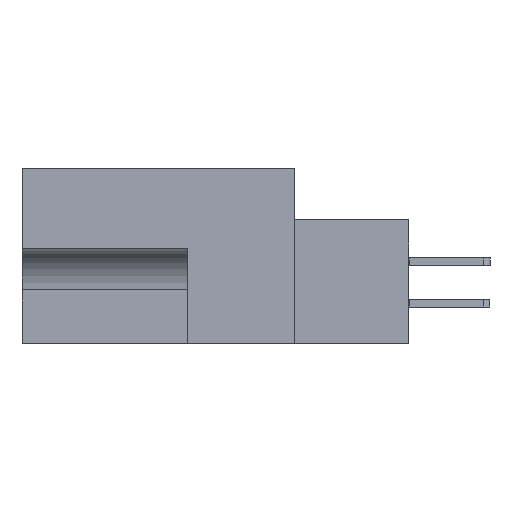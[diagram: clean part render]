
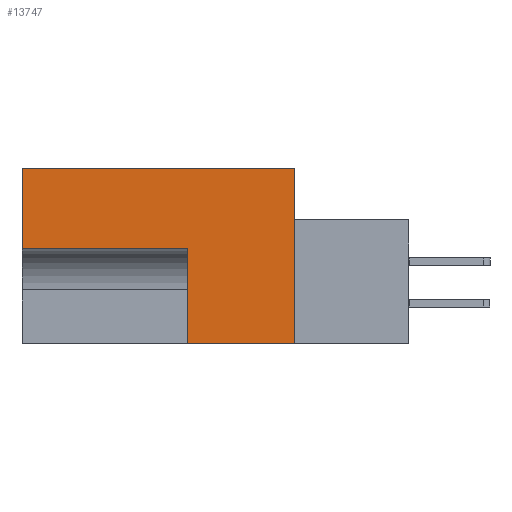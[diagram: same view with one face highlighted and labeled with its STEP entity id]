
A CAD part, left-side view. The second image highlights one B-rep face of the part: STEP entity #13747.
In plain terms, the highlighted planar face has unit normal (-1, 0, 0).
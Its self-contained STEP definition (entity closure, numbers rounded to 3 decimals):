
#739 = CARTESIAN_POINT ( 'NONE',  ( 0., 8.255, -6.172 ) ) ;
#1042 = DIRECTION ( 'NONE',  ( 0., 0., -1. ) ) ;
#1068 = ORIENTED_EDGE ( 'NONE', *, *, #19409, .F. ) ;
#1093 = VECTOR ( 'NONE', #5506, 1000. ) ;
#1294 = ORIENTED_EDGE ( 'NONE', *, *, #6329, .F. ) ;
#1457 = AXIS2_PLACEMENT_3D ( 'NONE', #20516, #7252, #5440 ) ;
#1971 = EDGE_CURVE ( 'NONE', #12877, #22758, #5323, .T. ) ;
#2276 = LINE ( 'NONE', #13117, #2876 ) ;
#2302 = DIRECTION ( 'NONE',  ( 0., -1., 0. ) ) ;
#2850 = VERTEX_POINT ( 'NONE', #11234 ) ;
#2870 = LINE ( 'NONE', #13110, #1093 ) ;
#2876 = VECTOR ( 'NONE', #9543, 1000. ) ;
#4183 = ORIENTED_EDGE ( 'NONE', *, *, #19865, .F. ) ;
#5323 = LINE ( 'NONE', #12112, #24242 ) ;
#5440 = DIRECTION ( 'NONE',  ( 0., 0., -1. ) ) ;
#5506 = DIRECTION ( 'NONE',  ( 0., 0., 1. ) ) ;
#6178 = LINE ( 'NONE', #16030, #18646 ) ;
#6329 = EDGE_CURVE ( 'NONE', #22758, #13599, #8357, .T. ) ;
#7252 = DIRECTION ( 'NONE',  ( 1., 0., 0. ) ) ;
#7352 = VERTEX_POINT ( 'NONE', #13421 ) ;
#7430 = FACE_OUTER_BOUND ( 'NONE', #17229, .T. ) ;
#8187 = VECTOR ( 'NONE', #2302, 1000. ) ;
#8357 = LINE ( 'NONE', #19931, #19325 ) ;
#8369 = DIRECTION ( 'NONE',  ( 0., 1., 0. ) ) ;
#9543 = DIRECTION ( 'NONE',  ( 0., 1., 0. ) ) ;
#9990 = CARTESIAN_POINT ( 'NONE',  ( 0., 11.506, 0. ) ) ;
#10133 = EDGE_CURVE ( 'NONE', #2850, #12933, #2276, .T. ) ;
#11234 = CARTESIAN_POINT ( 'NONE',  ( 0., 0., -13.487 ) ) ;
#11957 = CARTESIAN_POINT ( 'NONE',  ( 0., 20.955, -6.172 ) ) ;
#12052 = LINE ( 'NONE', #9990, #8187 ) ;
#12112 = CARTESIAN_POINT ( 'NONE',  ( 0., 8.255, -6.172 ) ) ;
#12469 = DIRECTION ( 'NONE',  ( 0., 0., 1. ) ) ;
#12877 = VERTEX_POINT ( 'NONE', #739 ) ;
#12933 = VERTEX_POINT ( 'NONE', #21920 ) ;
#13110 = CARTESIAN_POINT ( 'NONE',  ( 0., 8.255, -13.487 ) ) ;
#13117 = CARTESIAN_POINT ( 'NONE',  ( 0., -8.814, -13.487 ) ) ;
#13421 = CARTESIAN_POINT ( 'NONE',  ( 0., 0., 0. ) ) ;
#13599 = VERTEX_POINT ( 'NONE', #20122 ) ;
#13747 = ADVANCED_FACE ( 'NONE', ( #7430 ), #15035, .F. ) ;
#15035 = PLANE ( 'NONE',  #1457 ) ;
#16030 = CARTESIAN_POINT ( 'NONE',  ( 0., 0., 0. ) ) ;
#16793 = ORIENTED_EDGE ( 'NONE', *, *, #1971, .F. ) ;
#17229 = EDGE_LOOP ( 'NONE', ( #21032, #19640, #1068, #1294, #16793, #4183 ) ) ;
#18273 = EDGE_CURVE ( 'NONE', #7352, #2850, #6178, .T. ) ;
#18646 = VECTOR ( 'NONE', #1042, 1000. ) ;
#19325 = VECTOR ( 'NONE', #12469, 1000. ) ;
#19409 = EDGE_CURVE ( 'NONE', #13599, #7352, #12052, .T. ) ;
#19640 = ORIENTED_EDGE ( 'NONE', *, *, #18273, .F. ) ;
#19865 = EDGE_CURVE ( 'NONE', #12933, #12877, #2870, .T. ) ;
#19931 = CARTESIAN_POINT ( 'NONE',  ( 0., 20.955, -13.487 ) ) ;
#20122 = CARTESIAN_POINT ( 'NONE',  ( 0., 20.955, 0. ) ) ;
#20516 = CARTESIAN_POINT ( 'NONE',  ( 0., 0., 0. ) ) ;
#21032 = ORIENTED_EDGE ( 'NONE', *, *, #10133, .F. ) ;
#21920 = CARTESIAN_POINT ( 'NONE',  ( 0., 8.255, -13.487 ) ) ;
#22758 = VERTEX_POINT ( 'NONE', #11957 ) ;
#24242 = VECTOR ( 'NONE', #8369, 1000. ) ;
